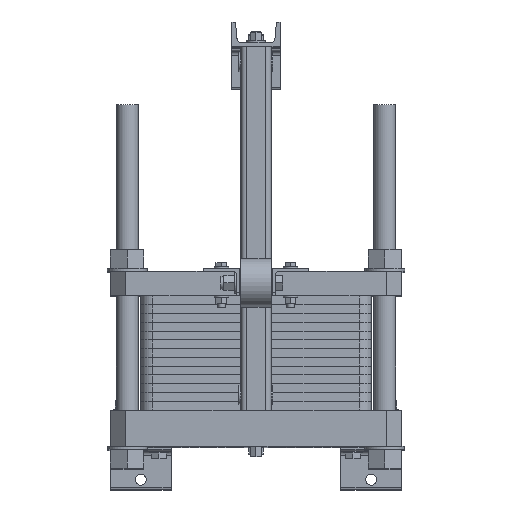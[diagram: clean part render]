
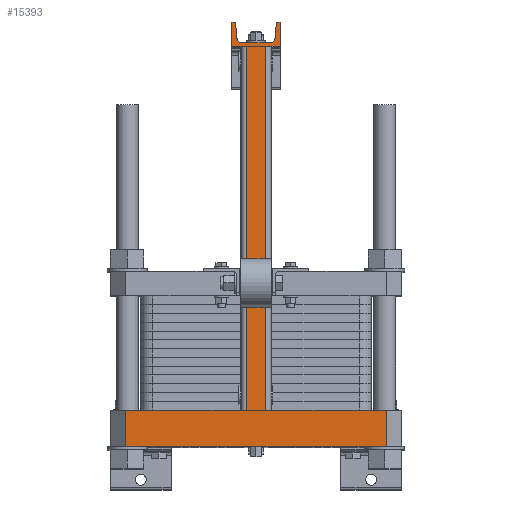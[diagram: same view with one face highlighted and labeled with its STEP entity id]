
A CAD part, top view. The second image highlights one B-rep face of the part: STEP entity #15393.
In plain terms, the highlighted planar face has unit normal (0, 0, 1).
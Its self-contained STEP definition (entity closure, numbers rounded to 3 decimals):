
#1964=FACE_OUTER_BOUND('',#2797,.T.);
#2797=EDGE_LOOP('',(#11462,#11463,#11464,#11465,#11466,#11467,#11468,#11469,
#11470,#11471,#11472,#11473,#11474,#11475,#11476,#11477,#11478,#11479,#11480,
#11481));
#3801=LINE('',#22622,#5463);
#3805=LINE('',#22629,#5467);
#3812=LINE('',#22653,#5474);
#3816=LINE('',#22665,#5478);
#3820=LINE('',#22677,#5482);
#3824=LINE('',#22697,#5486);
#3828=LINE('',#22709,#5490);
#3853=LINE('',#22775,#5515);
#3866=LINE('',#22807,#5528);
#3946=LINE('',#23124,#5608);
#3947=LINE('',#23144,#5609);
#3948=LINE('',#23146,#5610);
#3949=LINE('',#23148,#5611);
#3950=LINE('',#23150,#5612);
#3951=LINE('',#23152,#5613);
#3952=LINE('',#23153,#5614);
#5463=VECTOR('',#17779,10.);
#5467=VECTOR('',#17783,10.);
#5474=VECTOR('',#17800,10.);
#5478=VECTOR('',#17812,10.);
#5482=VECTOR('',#17824,10.);
#5486=VECTOR('',#17844,10.);
#5490=VECTOR('',#17856,10.);
#5515=VECTOR('',#17917,10.);
#5528=VECTOR('',#17954,10.);
#5608=VECTOR('',#18210,10.);
#5609=VECTOR('',#18215,1.);
#5610=VECTOR('',#18216,10.);
#5611=VECTOR('',#18217,10.);
#5612=VECTOR('',#18218,10.);
#5613=VECTOR('',#18219,10.);
#5614=VECTOR('',#18220,10.);
#7127=CIRCLE('',#16146,4.);
#7129=CIRCLE('',#16150,8.);
#7135=CIRCLE('',#16158,8.);
#7137=CIRCLE('',#16162,4.);
#7916=VERTEX_POINT('',#22606);
#7923=VERTEX_POINT('',#22619);
#7924=VERTEX_POINT('',#22621);
#7927=VERTEX_POINT('',#22627);
#7938=VERTEX_POINT('',#22650);
#7939=VERTEX_POINT('',#22652);
#7941=VERTEX_POINT('',#22658);
#7943=VERTEX_POINT('',#22664);
#7945=VERTEX_POINT('',#22670);
#7947=VERTEX_POINT('',#22676);
#7953=VERTEX_POINT('',#22690);
#7955=VERTEX_POINT('',#22696);
#7957=VERTEX_POINT('',#22702);
#7959=VERTEX_POINT('',#22708);
#8074=VERTEX_POINT('',#23123);
#8075=VERTEX_POINT('',#23143);
#8076=VERTEX_POINT('',#23145);
#8077=VERTEX_POINT('',#23147);
#8078=VERTEX_POINT('',#23149);
#8079=VERTEX_POINT('',#23151);
#9220=EDGE_CURVE('',#7924,#7923,#3801,.T.);
#9224=EDGE_CURVE('',#7916,#7927,#3805,.T.);
#9235=EDGE_CURVE('',#7939,#7938,#3812,.T.);
#9238=EDGE_CURVE('',#7941,#7939,#7127,.T.);
#9241=EDGE_CURVE('',#7943,#7941,#3816,.T.);
#9244=EDGE_CURVE('',#7945,#7943,#7129,.T.);
#9247=EDGE_CURVE('',#7947,#7945,#3820,.T.);
#9254=EDGE_CURVE('',#7953,#7947,#7135,.T.);
#9257=EDGE_CURVE('',#7955,#7953,#3824,.T.);
#9260=EDGE_CURVE('',#7957,#7955,#7137,.T.);
#9263=EDGE_CURVE('',#7959,#7957,#3828,.T.);
#9295=EDGE_CURVE('',#7938,#7924,#3853,.T.);
#9311=EDGE_CURVE('',#7927,#7959,#3866,.T.);
#9423=EDGE_CURVE('',#8074,#7916,#3946,.T.);
#9426=EDGE_CURVE('',#7923,#8075,#3947,.T.);
#9427=EDGE_CURVE('',#8075,#8076,#3948,.T.);
#9428=EDGE_CURVE('',#8076,#8077,#3949,.T.);
#9429=EDGE_CURVE('',#8078,#8077,#3950,.T.);
#9430=EDGE_CURVE('',#8079,#8078,#3951,.T.);
#9431=EDGE_CURVE('',#8079,#8074,#3952,.T.);
#11462=ORIENTED_EDGE('',*,*,#9426,.T.);
#11463=ORIENTED_EDGE('',*,*,#9427,.T.);
#11464=ORIENTED_EDGE('',*,*,#9428,.T.);
#11465=ORIENTED_EDGE('',*,*,#9429,.F.);
#11466=ORIENTED_EDGE('',*,*,#9430,.F.);
#11467=ORIENTED_EDGE('',*,*,#9431,.T.);
#11468=ORIENTED_EDGE('',*,*,#9423,.T.);
#11469=ORIENTED_EDGE('',*,*,#9224,.T.);
#11470=ORIENTED_EDGE('',*,*,#9311,.T.);
#11471=ORIENTED_EDGE('',*,*,#9263,.T.);
#11472=ORIENTED_EDGE('',*,*,#9260,.T.);
#11473=ORIENTED_EDGE('',*,*,#9257,.T.);
#11474=ORIENTED_EDGE('',*,*,#9254,.T.);
#11475=ORIENTED_EDGE('',*,*,#9247,.T.);
#11476=ORIENTED_EDGE('',*,*,#9244,.T.);
#11477=ORIENTED_EDGE('',*,*,#9241,.T.);
#11478=ORIENTED_EDGE('',*,*,#9238,.T.);
#11479=ORIENTED_EDGE('',*,*,#9235,.T.);
#11480=ORIENTED_EDGE('',*,*,#9295,.T.);
#11481=ORIENTED_EDGE('',*,*,#9220,.T.);
#14795=PLANE('',#16283);
#15393=ADVANCED_FACE('',(#1964),#14795,.T.);
#16146=AXIS2_PLACEMENT_3D('',#22659,#17806,#17807);
#16150=AXIS2_PLACEMENT_3D('',#22671,#17818,#17819);
#16158=AXIS2_PLACEMENT_3D('',#22691,#17838,#17839);
#16162=AXIS2_PLACEMENT_3D('',#22703,#17850,#17851);
#16283=AXIS2_PLACEMENT_3D('',#23142,#18213,#18214);
#17779=DIRECTION('',(1.,0.,0.));
#17783=DIRECTION('',(1.,0.,0.));
#17800=DIRECTION('',(-1.,0.,0.));
#17806=DIRECTION('center_axis',(0.,0.,1.));
#17807=DIRECTION('ref_axis',(0.996,0.091,0.));
#17812=DIRECTION('',(-0.091,0.996,0.));
#17818=DIRECTION('center_axis',(0.,0.,-1.));
#17819=DIRECTION('ref_axis',(0.996,0.091,0.));
#17824=DIRECTION('',(-1.,0.,0.));
#17838=DIRECTION('center_axis',(0.,0.,-1.));
#17839=DIRECTION('ref_axis',(0.,1.,0.));
#17844=DIRECTION('',(-0.091,-0.996,0.));
#17850=DIRECTION('center_axis',(0.,0.,1.));
#17851=DIRECTION('ref_axis',(0.,1.,0.));
#17856=DIRECTION('',(-1.,0.,0.));
#17917=DIRECTION('',(0.,-1.,0.));
#17954=DIRECTION('',(0.,1.,0.));
#18210=DIRECTION('',(0.,1.,0.));
#18213=DIRECTION('center_axis',(0.,0.,
1.));
#18214=DIRECTION('ref_axis',(-1.,0.,0.));
#18215=DIRECTION('',(0.,-1.,0.));
#18216=DIRECTION('',(-1.,0.,0.));
#18217=DIRECTION('',(0.,-1.,0.));
#18218=DIRECTION('',(-1.,0.,0.));
#18219=DIRECTION('',(0.,-1.,0.));
#18220=DIRECTION('',(-1.,0.,0.));
#22606=CARTESIAN_POINT('',(16.2,600.,1111.));
#22619=CARTESIAN_POINT('',(-16.2,600.,1111.));
#22621=CARTESIAN_POINT('',(-40.,600.,1111.));
#22622=CARTESIAN_POINT('',(-40.,600.,1111.));
#22627=CARTESIAN_POINT('',(40.,600.,1111.));
#22629=CARTESIAN_POINT('',(-40.,600.,1111.));
#22650=CARTESIAN_POINT('',(-40.,640.,1111.));
#22652=CARTESIAN_POINT('',(-37.45,640.,1111.));
#22653=CARTESIAN_POINT('',(-37.45,640.,1111.));
#22658=CARTESIAN_POINT('',(-33.466,636.366,1111.));
#22659=CARTESIAN_POINT('Origin',(-37.45,636.,1111.));
#22664=CARTESIAN_POINT('',(-31.347,613.269,1111.));
#22665=CARTESIAN_POINT('',(-31.347,613.269,1111.));
#22670=CARTESIAN_POINT('',(-23.381,606.,1111.));
#22671=CARTESIAN_POINT('Origin',(-23.381,614.,1111.));
#22676=CARTESIAN_POINT('',(23.381,606.,1111.));
#22677=CARTESIAN_POINT('',(23.381,606.,1111.));
#22690=CARTESIAN_POINT('',(31.347,613.269,1111.));
#22691=CARTESIAN_POINT('Origin',(23.381,614.,1111.));
#22696=CARTESIAN_POINT('',(33.466,636.366,1111.));
#22697=CARTESIAN_POINT('',(33.466,636.366,1111.));
#22702=CARTESIAN_POINT('',(37.45,640.,1111.));
#22703=CARTESIAN_POINT('Origin',(37.45,636.,1111.));
#22708=CARTESIAN_POINT('',(40.,640.,1111.));
#22709=CARTESIAN_POINT('',(40.,640.,1111.));
#22775=CARTESIAN_POINT('',(-40.,640.,1111.));
#22807=CARTESIAN_POINT('',(40.,600.,1111.));
#23123=CARTESIAN_POINT('',(16.2,0.,1111.));
#23124=CARTESIAN_POINT('',(16.2,0.,1111.));
#23142=CARTESIAN_POINT('Origin',(215.,0.,
1111.));
#23143=CARTESIAN_POINT('',(-16.2,0.,1111.));
#23144=CARTESIAN_POINT('',(-16.2,766.,1111.));
#23145=CARTESIAN_POINT('',(-215.,0.,1111.));
#23146=CARTESIAN_POINT('',(215.,0.,1111.));
#23147=CARTESIAN_POINT('',(-215.,-60.,1111.));
#23148=CARTESIAN_POINT('',(-215.,0.,1111.));
#23149=CARTESIAN_POINT('',(215.,-60.,1111.));
#23150=CARTESIAN_POINT('',(215.,-60.,1111.));
#23151=CARTESIAN_POINT('',(215.,0.,1111.));
#23152=CARTESIAN_POINT('',(215.,0.,1111.));
#23153=CARTESIAN_POINT('',(215.,0.,1111.));
